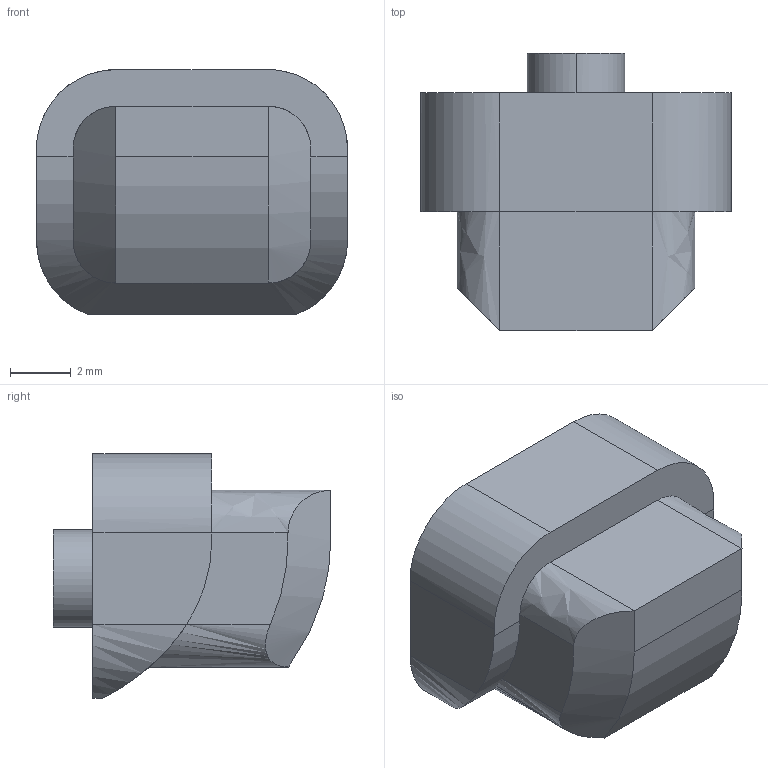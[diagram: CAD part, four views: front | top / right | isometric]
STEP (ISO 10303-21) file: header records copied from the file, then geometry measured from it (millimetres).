
FILE_DESCRIPTION(/* description */ (''),/* implementation_level */ '2;1');
FILE_NAME(/* name */ 'SPRING~1',/* time_stamp */ '2019-10-18T18:11:50+02:00',/* author */ (''),/* organization */ (''),/* preprocessor_version */ 'ST-DEVELOPER v16.5',/* originating_system */ '',/* authorisation */ '');
FILE_SCHEMA (('AUTOMOTIVE_DESIGN'));
Length unit declared in the file: millimetre
Products named in the file (1): Document
Bounding box: 10.2 x 9.1 x 8.03 mm (x, y, z)
Volume: 421.7 mm3; surface area: 352.9 mm2
Topology: 1 solids, 1 shells, 26 faces, 65 edges, 42 vertices
Faces by surface type: bspline 18, plane 8
Entity records: 993 total; most frequent: CARTESIAN_POINT 584, ORIENTED_EDGE 130, EDGE_CURVE 65, VERTEX_POINT 42, B_SPLINE_CURVE_WITH_KNOTS 35, EDGE_LOOP 27, ADVANCED_FACE 26, FACE_OUTER_BOUND 26
